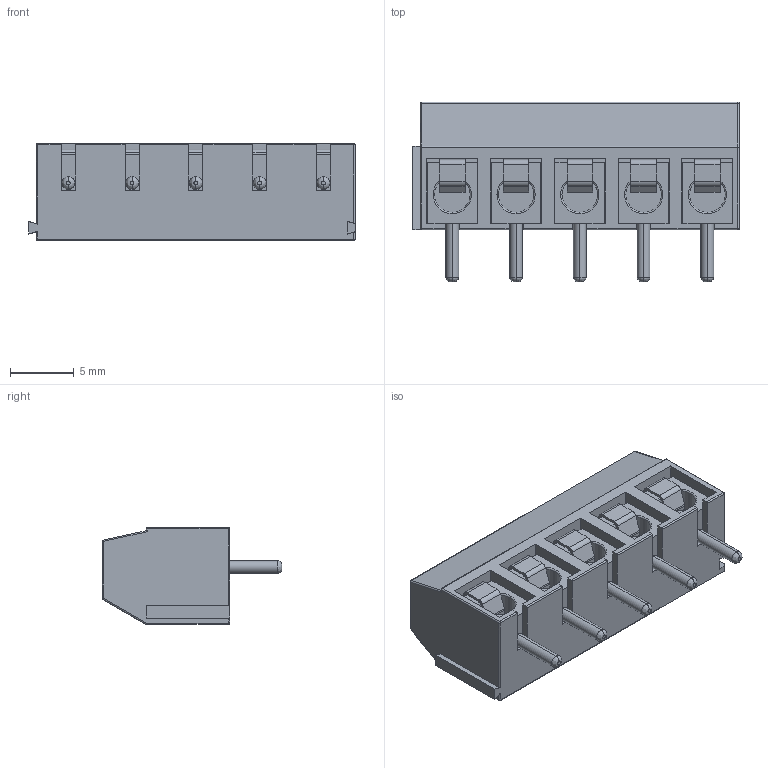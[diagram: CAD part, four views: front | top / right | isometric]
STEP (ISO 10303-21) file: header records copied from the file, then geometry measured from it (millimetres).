
FILE_DESCRIPTION((''),'2;1');
FILE_NAME('TB5P-5P_P5_L25_W7-6_H10','2019-11-24T',('Dragos'),(''),'PRO/ENGINEER BY PARAMETRIC TECHNOLOGY CORPORATION, 2004440','PRO/ENGINEER BY PARAMETRIC TECHNOLOGY CORPORATION, 2004440','');
FILE_SCHEMA(('AUTOMOTIVE_DESIGN { 1 0 10303 214 1 1 1 1 }'));
Length unit declared in the file: millimetre
Products named in the file (1): TB5P-5P_P5_L25_W7-6_H10
Bounding box: 25.6 x 14.1 x 7.6 mm (x, y, z)
Volume: 1383.5 mm3; surface area: 2629.3 mm2
Topology: 1 solids, 1 shells, 466 faces, 1162 edges, 752 vertices
Faces by surface type: plane 207, cylinder 167, torus 50, bspline 30, sphere 12
Entity records: 22073 total; most frequent: CARTESIAN_POINT 5520, DIRECTION 2346, ORIENTED_EDGE 2274, PRESENTATION_STYLE_ASSIGNMENT 1319, STYLED_ITEM 1164, CURVE_STYLE 1163, EDGE_CURVE 1137, AXIS2_PLACEMENT_3D 833
